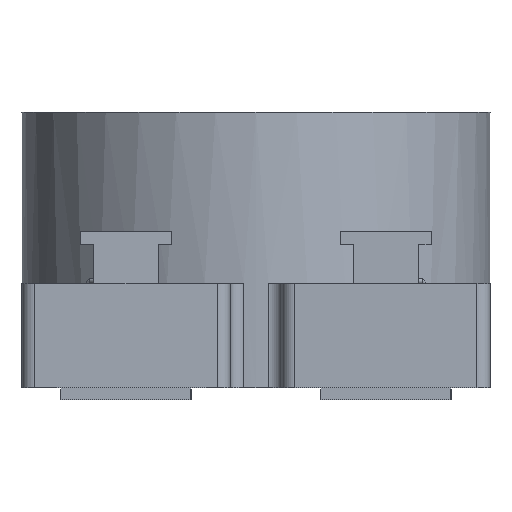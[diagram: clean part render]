
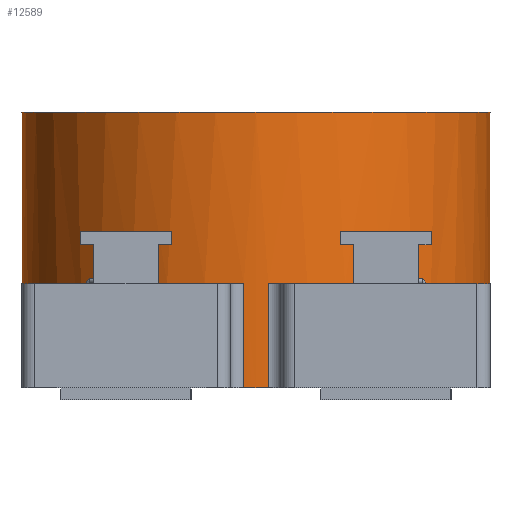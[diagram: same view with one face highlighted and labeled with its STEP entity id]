
A CAD part, front view. The second image highlights one B-rep face of the part: STEP entity #12589.
In plain terms, the highlighted cylindrical face has radius 9 mm (diameter 18 mm), a full revolution.
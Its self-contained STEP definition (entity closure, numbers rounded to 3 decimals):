
#570=CYLINDRICAL_SURFACE('',#13294,9.);
#910=LINE('',#16729,#1299);
#914=LINE('',#16737,#1303);
#922=LINE('',#16750,#1311);
#928=LINE('',#16761,#1317);
#932=LINE('',#16783,#1321);
#934=LINE('',#16786,#1323);
#938=LINE('',#16791,#1327);
#956=LINE('',#16818,#1345);
#957=LINE('',#16820,#1346);
#964=LINE('',#16830,#1353);
#967=LINE('',#16835,#1356);
#972=LINE('',#16842,#1361);
#1299=VECTOR('',#14337,1000.);
#1303=VECTOR('',#14345,1000.);
#1311=VECTOR('',#14359,1000.);
#1317=VECTOR('',#14371,1000.);
#1321=VECTOR('',#14411,1000.);
#1323=VECTOR('',#14415,1000.);
#1327=VECTOR('',#14421,1000.);
#1345=VECTOR('',#14457,1000.);
#1346=VECTOR('',#14460,1000.);
#1353=VECTOR('',#14473,1000.);
#1356=VECTOR('',#14480,1000.);
#1361=VECTOR('',#14489,1000.);
#2660=ORIENTED_EDGE('',*,*,#3982,.F.);
#2661=ORIENTED_EDGE('',*,*,#3911,.F.);
#2662=ORIENTED_EDGE('',*,*,#3950,.T.);
#2663=ORIENTED_EDGE('',*,*,#4349,.F.);
#2664=ORIENTED_EDGE('',*,*,#3946,.F.);
#2665=ORIENTED_EDGE('',*,*,#3941,.T.);
#2666=ORIENTED_EDGE('',*,*,#3978,.T.);
#2667=ORIENTED_EDGE('',*,*,#3881,.T.);
#2668=ORIENTED_EDGE('',*,*,#4008,.F.);
#2669=ORIENTED_EDGE('',*,*,#3839,.F.);
#2670=ORIENTED_EDGE('',*,*,#4011,.T.);
#2671=ORIENTED_EDGE('',*,*,#3808,.T.);
#2672=ORIENTED_EDGE('',*,*,#4016,.F.);
#2673=ORIENTED_EDGE('',*,*,#3915,.F.);
#2674=ORIENTED_EDGE('',*,*,#3964,.T.);
#2675=ORIENTED_EDGE('',*,*,#4350,.F.);
#2676=ORIENTED_EDGE('',*,*,#3958,.F.);
#2677=ORIENTED_EDGE('',*,*,#3921,.T.);
#2678=ORIENTED_EDGE('',*,*,#3976,.T.);
#2679=ORIENTED_EDGE('',*,*,#3711,.F.);
#2680=ORIENTED_EDGE('',*,*,#4000,.F.);
#2681=ORIENTED_EDGE('',*,*,#3755,.F.);
#2682=ORIENTED_EDGE('',*,*,#4001,.T.);
#2683=ORIENTED_EDGE('',*,*,#3786,.F.);
#2684=ORIENTED_EDGE('',*,*,#4351,.T.);
#3711=EDGE_CURVE('',#4790,#4791,#5604,.T.);
#3755=EDGE_CURVE('',#4830,#4831,#5619,.T.);
#3786=EDGE_CURVE('',#4857,#4858,#5626,.T.);
#3808=EDGE_CURVE('',#4874,#4873,#5631,.T.);
#3839=EDGE_CURVE('',#4898,#4899,#5638,.T.);
#3881=EDGE_CURVE('',#4939,#4938,#5652,.T.);
#3911=EDGE_CURVE('',#4957,#4959,#5663,.T.);
#3915=EDGE_CURVE('',#4961,#4963,#5665,.T.);
#3921=EDGE_CURVE('',#4966,#4968,#5668,.T.);
#3941=EDGE_CURVE('',#4986,#4988,#5678,.T.);
#3946=EDGE_CURVE('',#4986,#4990,#910,.T.);
#3950=EDGE_CURVE('',#4957,#4992,#914,.T.);
#3958=EDGE_CURVE('',#4966,#4994,#922,.T.);
#3964=EDGE_CURVE('',#4961,#4996,#928,.T.);
#3976=EDGE_CURVE('',#4968,#4791,#932,.T.);
#3978=EDGE_CURVE('',#4988,#4939,#934,.T.);
#3982=EDGE_CURVE('',#4959,#4857,#938,.T.);
#4000=EDGE_CURVE('',#4831,#4790,#956,.T.);
#4001=EDGE_CURVE('',#4830,#4858,#957,.T.);
#4008=EDGE_CURVE('',#4899,#4938,#964,.T.);
#4011=EDGE_CURVE('',#4898,#4874,#967,.T.);
#4016=EDGE_CURVE('',#4963,#4873,#972,.T.);
#4349=EDGE_CURVE('',#4990,#4992,#5688,.T.);
#4350=EDGE_CURVE('',#4994,#4996,#5689,.T.);
#4351=EDGE_CURVE('',#5216,#5216,#5690,.T.);
#4790=VERTEX_POINT('',#16195);
#4791=VERTEX_POINT('',#16196);
#4830=VERTEX_POINT('',#16284);
#4831=VERTEX_POINT('',#16286);
#4857=VERTEX_POINT('',#16347);
#4858=VERTEX_POINT('',#16349);
#4873=VERTEX_POINT('',#16393);
#4874=VERTEX_POINT('',#16395);
#4898=VERTEX_POINT('',#16457);
#4899=VERTEX_POINT('',#16459);
#4938=VERTEX_POINT('',#16542);
#4939=VERTEX_POINT('',#16544);
#4957=VERTEX_POINT('',#16606);
#4959=VERTEX_POINT('',#16609);
#4961=VERTEX_POINT('',#16621);
#4963=VERTEX_POINT('',#16624);
#4966=VERTEX_POINT('',#16637);
#4968=VERTEX_POINT('',#16644);
#4986=VERTEX_POINT('',#16712);
#4988=VERTEX_POINT('',#16719);
#4990=VERTEX_POINT('',#16727);
#4992=VERTEX_POINT('',#16736);
#4994=VERTEX_POINT('',#16748);
#4996=VERTEX_POINT('',#16760);
#5216=VERTEX_POINT('',#17751);
#5604=CIRCLE('',#12987,9.);
#5619=CIRCLE('',#13008,9.);
#5626=CIRCLE('',#13020,9.);
#5631=CIRCLE('',#13033,9.);
#5638=CIRCLE('',#13048,9.);
#5652=CIRCLE('',#13065,9.);
#5663=CIRCLE('',#13088,9.);
#5665=CIRCLE('',#13091,9.);
#5668=CIRCLE('',#13095,9.);
#5678=CIRCLE('',#13110,9.);
#5688=CIRCLE('',#13295,9.);
#5689=CIRCLE('',#13296,9.);
#5690=CIRCLE('',#13297,9.);
#6187=EDGE_LOOP('',(#2660,#2661,#2662,#2663,#2664,#2665,#2666,#2667,#2668,
#2669,#2670,#2671,#2672,#2673,#2674,#2675,#2676,#2677,#2678,#2679,#2680,
#2681,#2682,#2683));
#6188=EDGE_LOOP('',(#2684));
#7158=FACE_BOUND('',#6187,.T.);
#7159=FACE_BOUND('',#6188,.T.);
#12589=ADVANCED_FACE('',(#7158,#7159),#570,.T.);
#12987=AXIS2_PLACEMENT_3D('',#16194,#13941,#13942);
#13008=AXIS2_PLACEMENT_3D('',#16285,#14012,#14013);
#13020=AXIS2_PLACEMENT_3D('',#16348,#14060,#14061);
#13033=AXIS2_PLACEMENT_3D('',#16394,#14103,#14104);
#13048=AXIS2_PLACEMENT_3D('',#16458,#14157,#14158);
#13065=AXIS2_PLACEMENT_3D('',#16543,#14219,#14220);
#13088=AXIS2_PLACEMENT_3D('',#16608,#14283,#14284);
#13091=AXIS2_PLACEMENT_3D('',#16623,#14289,#14290);
#13095=AXIS2_PLACEMENT_3D('',#16645,#14297,#14298);
#13110=AXIS2_PLACEMENT_3D('',#16720,#14327,#14328);
#13294=AXIS2_PLACEMENT_3D('',#17747,#14875,#14876);
#13295=AXIS2_PLACEMENT_3D('',#17748,#14877,#14878);
#13296=AXIS2_PLACEMENT_3D('',#17749,#14879,#14880);
#13297=AXIS2_PLACEMENT_3D('',#17750,#14881,#14882);
#13941=DIRECTION('',(0.,0.,-1.));
#13942=DIRECTION('',(0.,-1.,0.));
#14012=DIRECTION('',(0.,0.,-1.));
#14013=DIRECTION('',(1.,0.,0.));
#14060=DIRECTION('',(0.,0.,-1.));
#14061=DIRECTION('',(0.,-1.,0.));
#14103=DIRECTION('',(0.,0.,1.));
#14104=DIRECTION('',(0.,-1.,0.));
#14157=DIRECTION('',(0.,0.,-1.));
#14158=DIRECTION('',(1.,0.,0.));
#14219=DIRECTION('',(0.,0.,1.));
#14220=DIRECTION('',(0.,-1.,0.));
#14283=DIRECTION('',(0.,0.,-1.));
#14284=DIRECTION('',(-1.,0.,0.));
#14289=DIRECTION('',(0.,0.,-1.));
#14290=DIRECTION('',(-1.,0.,0.));
#14297=DIRECTION('',(0.,0.,1.));
#14298=DIRECTION('',(1.,0.,0.));
#14327=DIRECTION('',(0.,0.,1.));
#14328=DIRECTION('',(1.,0.,0.));
#14337=DIRECTION('',(0.,0.,-1.));
#14345=DIRECTION('',(0.,0.,-1.));
#14359=DIRECTION('',(0.,0.,-1.));
#14371=DIRECTION('',(0.,0.,-1.));
#14411=DIRECTION('',(0.,0.,1.));
#14415=DIRECTION('',(0.,0.,1.));
#14421=DIRECTION('',(0.,0.,1.));
#14457=DIRECTION('',(0.,0.,1.));
#14460=DIRECTION('',(0.,0.,1.));
#14473=DIRECTION('',(0.,0.,1.));
#14480=DIRECTION('',(0.,0.,1.));
#14489=DIRECTION('',(0.,0.,1.));
#14875=DIRECTION('',(0.,0.,-1.));
#14876=DIRECTION('',(1.,0.,0.));
#14877=DIRECTION('',(0.,0.,-1.));
#14878=DIRECTION('',(1.,0.,0.));
#14879=DIRECTION('',(0.,0.,-1.));
#14880=DIRECTION('',(1.,0.,0.));
#14881=DIRECTION('',(0.,0.,-1.));
#14882=DIRECTION('',(1.,0.,0.));
#16194=CARTESIAN_POINT('',(0.,0.,-6.6));
#16195=CARTESIAN_POINT('',(8.988,-0.474,-6.6));
#16196=CARTESIAN_POINT('',(6.726,-5.98,-6.6));
#16284=CARTESIAN_POINT('',(8.988,0.474,-10.6));
#16285=CARTESIAN_POINT('',(0.,0.,-10.6));
#16286=CARTESIAN_POINT('',(8.988,-0.474,-10.6));
#16347=CARTESIAN_POINT('',(6.726,5.98,-6.6));
#16348=CARTESIAN_POINT('',(0.,0.,-6.6));
#16349=CARTESIAN_POINT('',(8.988,0.474,-6.6));
#16393=CARTESIAN_POINT('',(-6.726,-5.98,-6.6));
#16394=CARTESIAN_POINT('',(0.,0.,-6.6));
#16395=CARTESIAN_POINT('',(-8.988,-0.474,-6.6));
#16457=CARTESIAN_POINT('',(-8.988,-0.474,-10.6));
#16458=CARTESIAN_POINT('',(0.,0.,-10.6));
#16459=CARTESIAN_POINT('',(-8.988,0.474,-10.6));
#16542=CARTESIAN_POINT('',(-8.988,0.474,-6.6));
#16543=CARTESIAN_POINT('',(0.,0.,-6.6));
#16544=CARTESIAN_POINT('',(-6.726,5.98,-6.6));
#16606=CARTESIAN_POINT('',(6.021,6.689,-8.5));
#16608=CARTESIAN_POINT('',(0.,0.,-8.5));
#16609=CARTESIAN_POINT('',(6.726,5.98,-8.5));
#16621=CARTESIAN_POINT('',(-6.021,-6.689,-8.5));
#16623=CARTESIAN_POINT('',(0.,0.,-8.5));
#16624=CARTESIAN_POINT('',(-6.726,-5.98,-8.5));
#16637=CARTESIAN_POINT('',(6.021,-6.689,-8.5));
#16644=CARTESIAN_POINT('',(6.726,-5.98,-8.5));
#16645=CARTESIAN_POINT('',(0.,0.,-8.5));
#16712=CARTESIAN_POINT('',(-6.021,6.689,-8.5));
#16719=CARTESIAN_POINT('',(-6.726,5.98,-8.5));
#16720=CARTESIAN_POINT('',(0.,0.,-8.5));
#16727=CARTESIAN_POINT('',(-6.021,6.689,-10.6));
#16729=CARTESIAN_POINT('',(-6.021,6.689,-8.6));
#16736=CARTESIAN_POINT('',(6.021,6.689,-10.6));
#16737=CARTESIAN_POINT('',(6.021,6.689,-8.6));
#16748=CARTESIAN_POINT('',(6.021,-6.689,-10.6));
#16750=CARTESIAN_POINT('',(6.021,-6.689,-8.6));
#16760=CARTESIAN_POINT('',(-6.021,-6.689,-10.6));
#16761=CARTESIAN_POINT('',(-6.021,-6.689,-8.6));
#16783=CARTESIAN_POINT('',(6.726,-5.98,-10.6));
#16786=CARTESIAN_POINT('',(-6.726,5.98,-10.6));
#16791=CARTESIAN_POINT('',(6.726,5.98,-10.6));
#16818=CARTESIAN_POINT('',(8.988,-0.474,-10.6));
#16820=CARTESIAN_POINT('',(8.988,0.474,-10.6));
#16830=CARTESIAN_POINT('',(-8.988,0.474,-10.6));
#16835=CARTESIAN_POINT('',(-8.988,-0.474,-10.6));
#16842=CARTESIAN_POINT('',(-6.726,-5.98,-10.6));
#17747=CARTESIAN_POINT('',(0.,0.,-10.6));
#17748=CARTESIAN_POINT('',(0.,0.,-10.6));
#17749=CARTESIAN_POINT('',(0.,0.,-10.6));
#17750=CARTESIAN_POINT('',(0.,0.,0.));
#17751=CARTESIAN_POINT('',(9.,0.,0.));
